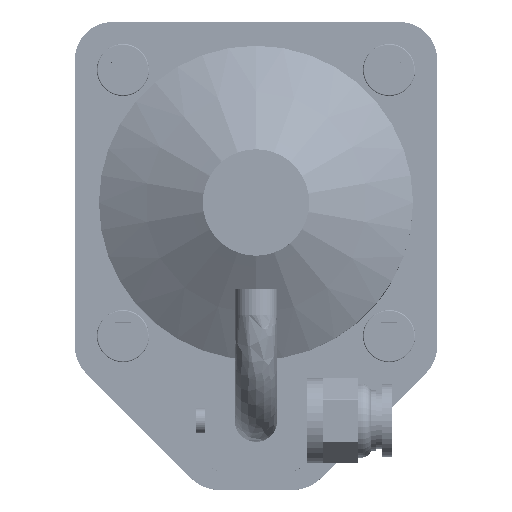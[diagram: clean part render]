
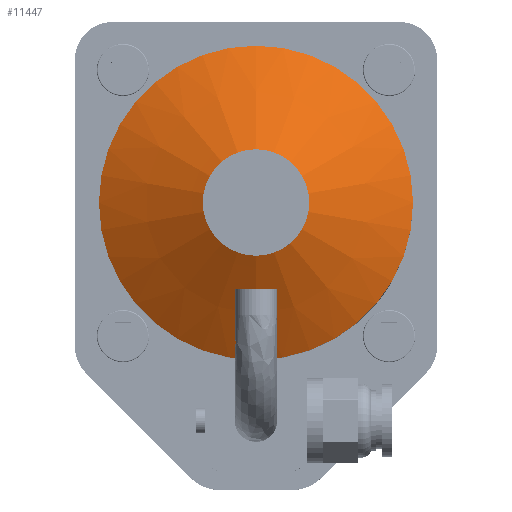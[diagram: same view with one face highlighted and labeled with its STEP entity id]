
A CAD part, top view. The second image highlights one B-rep face of the part: STEP entity #11447.
In plain terms, the highlighted conical face has half-angle 60 degrees and reference radius 16.542 mm.
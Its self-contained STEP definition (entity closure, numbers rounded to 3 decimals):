
#176=CONICAL_SURFACE('',#12295,16.542,1.047);
#1703=CIRCLE('',#12294,29.5);
#1704=CIRCLE('',#12296,3.584);
#2195=FACE_OUTER_BOUND('',#2868,.T.);
#2868=EDGE_LOOP('',(#9325,#9326,#9327,#9328));
#3533=LINE('',#34578,#4208);
#4208=VECTOR('',#13853,16.542);
#5211=VERTEX_POINT('',#34572);
#5212=VERTEX_POINT('',#34576);
#6670=EDGE_CURVE('',#5211,#5211,#1703,.T.);
#6672=EDGE_CURVE('',#5212,#5212,#1704,.T.);
#6673=EDGE_CURVE('',#5212,#5211,#3533,.T.);
#9325=ORIENTED_EDGE('',*,*,#6672,.F.);
#9326=ORIENTED_EDGE('',*,*,#6673,.T.);
#9327=ORIENTED_EDGE('',*,*,#6670,.T.);
#9328=ORIENTED_EDGE('',*,*,#6673,.F.);
#11447=ADVANCED_FACE('',(#2195),#176,.T.);
#12294=AXIS2_PLACEMENT_3D('',#34573,#13846,#13847);
#12295=AXIS2_PLACEMENT_3D('',#34575,#13849,#13850);
#12296=AXIS2_PLACEMENT_3D('',#34577,#13851,#13852);
#13846=DIRECTION('center_axis',(0.,0.,
1.));
#13847=DIRECTION('ref_axis',(0.,-1.,0.));
#13849=DIRECTION('center_axis',(0.,0.,
-1.));
#13850=DIRECTION('ref_axis',(0.,-1.,0.));
#13851=DIRECTION('center_axis',(0.,0.,
1.));
#13852=DIRECTION('ref_axis',(0.,-1.,0.));
#13853=DIRECTION('',(0.,0.866,-0.5));
#34572=CARTESIAN_POINT('',(0.,29.5,8.942));
#34573=CARTESIAN_POINT('Origin',(0.,0.,
8.942));
#34575=CARTESIAN_POINT('Origin',(0.,0.,
16.423));
#34576=CARTESIAN_POINT('',(0.,3.584,23.905));
#34577=CARTESIAN_POINT('Origin',(0.,0.,
23.905));
#34578=CARTESIAN_POINT('',(0.,16.542,16.423));
